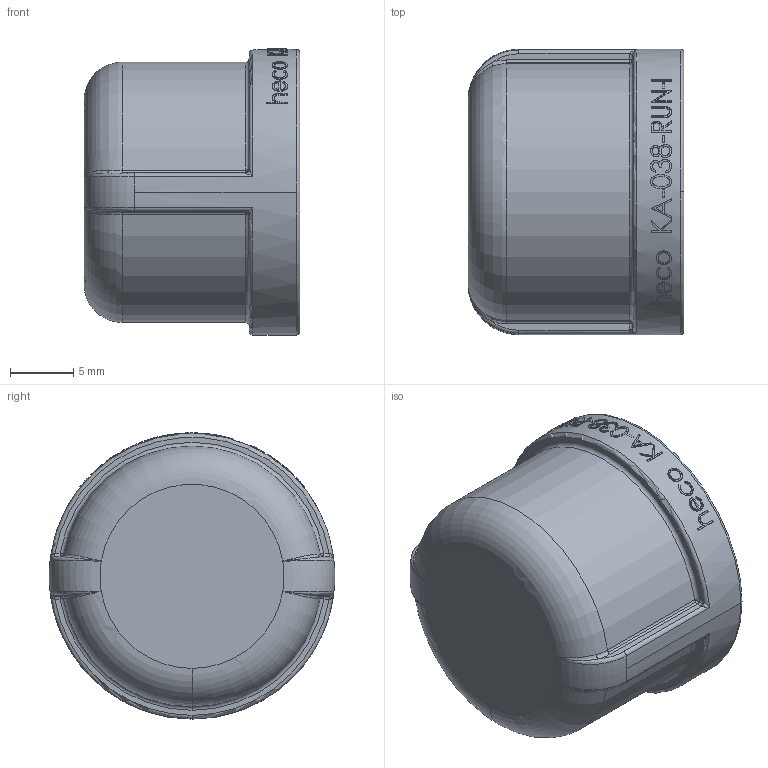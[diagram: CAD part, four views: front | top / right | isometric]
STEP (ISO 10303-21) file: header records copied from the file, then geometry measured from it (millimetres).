
FILE_DESCRIPTION (( 'STEP AP214' ), '1' );
FILE_NAME ('heco_KA-038-RUN-I.STEP', '2016-09-13T12:41:49', ( '' ), ( '' ), 'SwSTEP 2.0', 'SolidWorks 2016', '' );
FILE_SCHEMA (( 'AUTOMOTIVE_DESIGN' ));
Length unit declared in the file: millimetre
Products named in the file (1): heco_KA-038-RUN-I
Bounding box: 17 x 22.5 x 22.55 mm (x, y, z)
Volume: 2881.5 mm3; surface area: 2611.8 mm2
Topology: 1 solids, 1 shells, 276 faces, 711 edges, 454 vertices
Faces by surface type: bspline 125, plane 73, cylinder 51, torus 15, sphere 8, cone 4
Entity records: 19427 total; most frequent: CARTESIAN_POINT 11734, ORIENTED_EDGE 1406, DIRECTION 761, EDGE_CURVE 703, VERTEX_POINT 454, B_SPLINE_CURVE_WITH_KNOTS 405, AXIS2_PLACEMENT_3D 311, EDGE_LOOP 301
